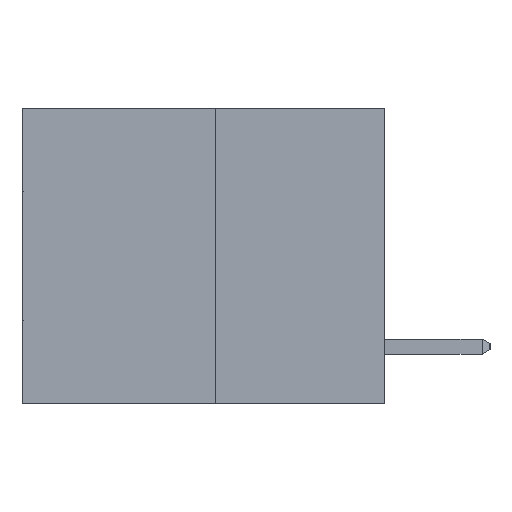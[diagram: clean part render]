
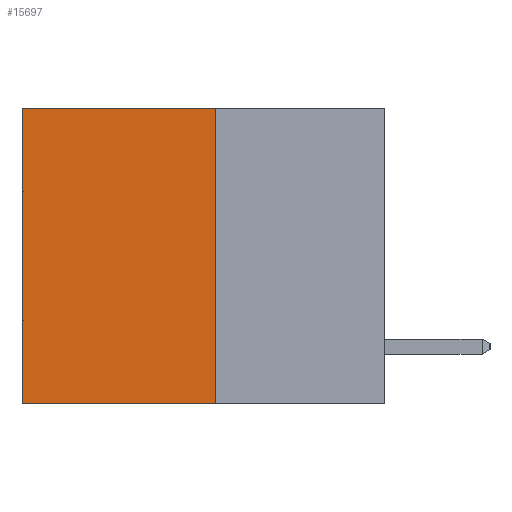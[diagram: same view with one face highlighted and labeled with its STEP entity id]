
A CAD part, left-side view. The second image highlights one B-rep face of the part: STEP entity #15697.
In plain terms, the highlighted planar face has unit normal (-1, 0, 0).
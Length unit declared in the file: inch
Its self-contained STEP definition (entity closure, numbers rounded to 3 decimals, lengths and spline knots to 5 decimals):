
#717 = VECTOR ( 'NONE', #8256, 39.37008 ) ;
#1278 = DIRECTION ( 'NONE',  ( 0., 0., -1. ) ) ;
#1979 = VERTEX_POINT ( 'NONE', #14017 ) ;
#3584 = CARTESIAN_POINT ( 'NONE',  ( 0.3165, 0.28, 0. ) ) ;
#3595 = VECTOR ( 'NONE', #24424, 39.37008 ) ;
#4059 = DIRECTION ( 'NONE',  ( 0., 1., 0. ) ) ;
#4552 = VERTEX_POINT ( 'NONE', #25990 ) ;
#5672 = CARTESIAN_POINT ( 'NONE',  ( 0.3165, 0.28, -0.49 ) ) ;
#5857 = ORIENTED_EDGE ( 'NONE', *, *, #6511, .F. ) ;
#6511 = EDGE_CURVE ( 'NONE', #4552, #29185, #28926, .T. ) ;
#8256 = DIRECTION ( 'NONE',  ( 0., 1., 0. ) ) ;
#8949 = LINE ( 'NONE', #5672, #12932 ) ;
#10101 = CARTESIAN_POINT ( 'NONE',  ( 0.3165, 0.28, 0. ) ) ;
#10234 = CARTESIAN_POINT ( 'NONE',  ( 0.3165, 0.6, -0.49 ) ) ;
#10950 = ORIENTED_EDGE ( 'NONE', *, *, #13884, .T. ) ;
#11684 = FACE_OUTER_BOUND ( 'NONE', #22141, .T. ) ;
#12846 = DIRECTION ( 'NONE',  ( 1., 0., 0. ) ) ;
#12932 = VECTOR ( 'NONE', #1278, 39.37008 ) ;
#13048 = EDGE_CURVE ( 'NONE', #28031, #1979, #28281, .T. ) ;
#13619 = PLANE ( 'NONE',  #27313 ) ;
#13884 = EDGE_CURVE ( 'NONE', #1979, #29185, #18143, .T. ) ;
#14017 = CARTESIAN_POINT ( 'NONE',  ( 0.3165, 0.6, 0. ) ) ;
#15697 = ADVANCED_FACE ( 'NONE', ( #11684 ), #13619, .F. ) ;
#16296 = VECTOR ( 'NONE', #4059, 39.37008 ) ;
#17597 = ORIENTED_EDGE ( 'NONE', *, *, #21150, .F. ) ;
#17682 = CARTESIAN_POINT ( 'NONE',  ( 0.3165, 0.28, -0.49 ) ) ;
#18143 = LINE ( 'NONE', #10234, #3595 ) ;
#20608 = CARTESIAN_POINT ( 'NONE',  ( 0.3165, 0.28, -0.49 ) ) ;
#20804 = ORIENTED_EDGE ( 'NONE', *, *, #13048, .T. ) ;
#21150 = EDGE_CURVE ( 'NONE', #28031, #4552, #8949, .T. ) ;
#22141 = EDGE_LOOP ( 'NONE', ( #10950, #5857, #17597, #20804 ) ) ;
#22925 = DIRECTION ( 'NONE',  ( 0., 0., -1. ) ) ;
#24424 = DIRECTION ( 'NONE',  ( 0., 0., -1. ) ) ;
#25990 = CARTESIAN_POINT ( 'NONE',  ( 0.3165, 0.28, -0.49 ) ) ;
#27313 = AXIS2_PLACEMENT_3D ( 'NONE', #20608, #12846, #22925 ) ;
#28031 = VERTEX_POINT ( 'NONE', #10101 ) ;
#28281 = LINE ( 'NONE', #3584, #717 ) ;
#28926 = LINE ( 'NONE', #17682, #16296 ) ;
#29185 = VERTEX_POINT ( 'NONE', #29234 ) ;
#29234 = CARTESIAN_POINT ( 'NONE',  ( 0.3165, 0.6, -0.49 ) ) ;
